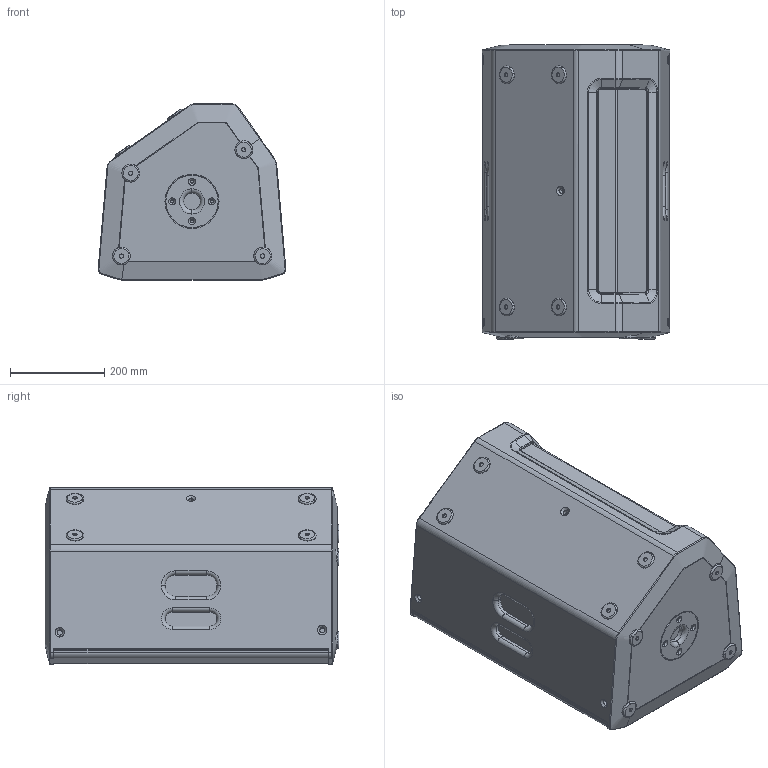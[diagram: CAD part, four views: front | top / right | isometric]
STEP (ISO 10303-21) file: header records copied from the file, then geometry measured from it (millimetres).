
FILE_DESCRIPTION (( 'STEP AP214' ), '1' );
FILE_NAME ('TNX-1201 Solid Part.STEP', '2017-10-30T14:35:27', ( '' ), ( '' ), 'SwSTEP 2.0', 'SolidWorks 2017', '' );
FILE_SCHEMA (( 'AUTOMOTIVE_DESIGN' ));
Length unit declared in the file: millimetre
Products named in the file (1): TNX-1201 Solid Part
Bounding box: 398.32 x 624 x 375 mm (x, y, z)
Volume: 64556981.7 mm3; surface area: 1624436.6 mm2
Topology: 1 solids, 1 shells, 622 faces, 1519 edges, 947 vertices
Faces by surface type: plane 273, cylinder 183, bspline 72, torus 48, cone 46
Entity records: 35284 total; most frequent: CARTESIAN_POINT 14003, ORIENTED_EDGE 3038, DIRECTION 2960, EDGE_CURVE 1519, AXIS2_PLACEMENT_3D 1095, VERTEX_POINT 947, VECTOR 770, LINE 770
